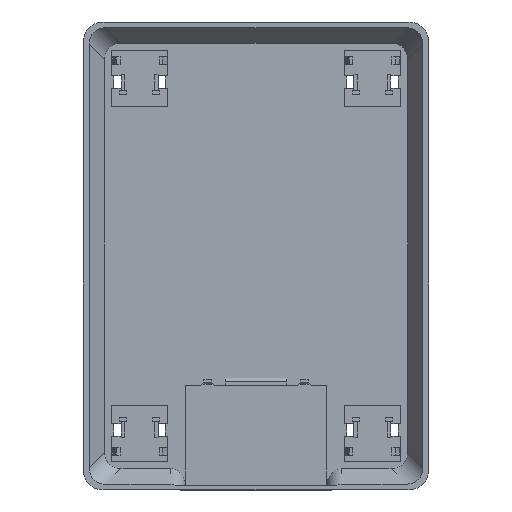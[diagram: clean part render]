
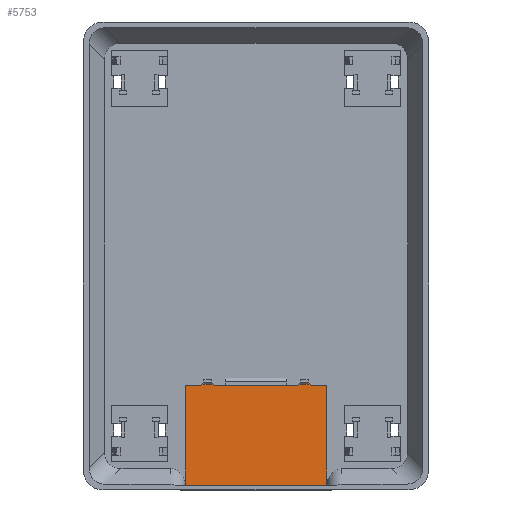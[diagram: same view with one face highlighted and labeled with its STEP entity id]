
A CAD part, top view. The second image highlights one B-rep face of the part: STEP entity #5753.
In plain terms, the highlighted planar face has unit normal (0, 0, 1).
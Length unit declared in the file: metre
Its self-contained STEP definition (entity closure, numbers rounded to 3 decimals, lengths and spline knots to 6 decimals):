
#194=ORIENTED_EDGE('',*,*,#1832,.T.);
#195=ORIENTED_EDGE('',*,*,#1835,.F.);
#196=ORIENTED_EDGE('',*,*,#1838,.F.);
#197=ORIENTED_EDGE('',*,*,#1841,.F.);
#198=ORIENTED_EDGE('',*,*,#1844,.T.);
#199=ORIENTED_EDGE('',*,*,#1847,.T.);
#200=ORIENTED_EDGE('',*,*,#1850,.T.);
#201=ORIENTED_EDGE('',*,*,#1853,.T.);
#202=ORIENTED_EDGE('',*,*,#1856,.T.);
#203=ORIENTED_EDGE('',*,*,#1859,.T.);
#204=ORIENTED_EDGE('',*,*,#1862,.T.);
#205=ORIENTED_EDGE('',*,*,#1865,.F.);
#206=ORIENTED_EDGE('',*,*,#1867,.F.);
#207=ORIENTED_EDGE('',*,*,#1811,.F.);
#208=ORIENTED_EDGE('',*,*,#1814,.T.);
#209=ORIENTED_EDGE('',*,*,#1817,.F.);
#210=ORIENTED_EDGE('',*,*,#1820,.T.);
#211=ORIENTED_EDGE('',*,*,#1823,.T.);
#212=ORIENTED_EDGE('',*,*,#1826,.T.);
#213=ORIENTED_EDGE('',*,*,#1829,.T.);
#1811=EDGE_CURVE('',#2658,#2656,#3222,.T.);
#1814=EDGE_CURVE('',#2658,#2660,#3225,.T.);
#1817=EDGE_CURVE('',#2662,#2660,#3228,.F.);
#1820=EDGE_CURVE('',#2662,#2664,#3231,.F.);
#1823=EDGE_CURVE('',#2664,#2666,#3234,.T.);
#1826=EDGE_CURVE('',#2666,#2668,#3237,.F.);
#1829=EDGE_CURVE('',#2668,#2670,#3240,.T.);
#1832=EDGE_CURVE('',#2670,#2672,#3243,.F.);
#1835=EDGE_CURVE('',#2674,#2672,#3246,.T.);
#1838=EDGE_CURVE('',#2676,#2674,#3249,.T.);
#1841=EDGE_CURVE('',#2678,#2676,#3252,.T.);
#1844=EDGE_CURVE('',#2678,#2680,#3255,.F.);
#1847=EDGE_CURVE('',#2680,#2682,#3258,.F.);
#1850=EDGE_CURVE('',#2682,#2684,#3261,.T.);
#1853=EDGE_CURVE('',#2684,#2686,#3264,.T.);
#1856=EDGE_CURVE('',#2686,#2688,#3267,.T.);
#1859=EDGE_CURVE('',#2688,#2690,#3270,.T.);
#1862=EDGE_CURVE('',#2690,#2692,#3273,.T.);
#1865=EDGE_CURVE('',#2694,#2692,#3276,.T.);
#1867=EDGE_CURVE('',#2656,#2694,#3278,.F.);
#2656=VERTEX_POINT('',#8027);
#2658=VERTEX_POINT('',#8031);
#2660=VERTEX_POINT('',#8037);
#2662=VERTEX_POINT('',#8043);
#2664=VERTEX_POINT('',#8049);
#2666=VERTEX_POINT('',#8055);
#2668=VERTEX_POINT('',#8061);
#2670=VERTEX_POINT('',#8067);
#2672=VERTEX_POINT('',#8073);
#2674=VERTEX_POINT('',#8079);
#2676=VERTEX_POINT('',#8085);
#2678=VERTEX_POINT('',#8091);
#2680=VERTEX_POINT('',#8097);
#2682=VERTEX_POINT('',#8103);
#2684=VERTEX_POINT('',#8109);
#2686=VERTEX_POINT('',#8115);
#2688=VERTEX_POINT('',#8121);
#2690=VERTEX_POINT('',#8127);
#2692=VERTEX_POINT('',#8133);
#2694=VERTEX_POINT('',#8139);
#3222=LINE('',#8032,#4007);
#3225=LINE('',#8038,#4010);
#3228=LINE('',#8044,#4013);
#3231=LINE('',#8050,#4016);
#3234=LINE('',#8056,#4019);
#3237=LINE('',#8062,#4022);
#3240=LINE('',#8068,#4025);
#3243=LINE('',#8074,#4028);
#3246=LINE('',#8080,#4031);
#3249=LINE('',#8086,#4034);
#3252=LINE('',#8092,#4037);
#3255=LINE('',#8098,#4040);
#3258=LINE('',#8104,#4043);
#3261=LINE('',#8110,#4046);
#3264=LINE('',#8116,#4049);
#3267=LINE('',#8122,#4052);
#3270=LINE('',#8128,#4055);
#3273=LINE('',#8134,#4058);
#3276=LINE('',#8140,#4061);
#3278=LINE('',#8143,#4063);
#4007=VECTOR('',#6493,1.);
#4010=VECTOR('',#6498,1.);
#4013=VECTOR('',#6503,1.);
#4016=VECTOR('',#6508,1.);
#4019=VECTOR('',#6513,1.);
#4022=VECTOR('',#6518,1.);
#4025=VECTOR('',#6523,1.);
#4028=VECTOR('',#6528,1.);
#4031=VECTOR('',#6533,1.);
#4034=VECTOR('',#6538,1.);
#4037=VECTOR('',#6543,1.);
#4040=VECTOR('',#6548,1.);
#4043=VECTOR('',#6553,1.);
#4046=VECTOR('',#6558,1.);
#4049=VECTOR('',#6563,1.);
#4052=VECTOR('',#6568,1.);
#4055=VECTOR('',#6573,1.);
#4058=VECTOR('',#6578,1.);
#4061=VECTOR('',#6583,1.);
#4063=VECTOR('',#6587,1.);
#4809=EDGE_LOOP('',(#194,#195,#196,#197,#198,#199,#200,#201,#202,#203,#204,
#205,#206,#207,#208,#209,#210,#211,#212,#213));
#5142=FACE_BOUND('',#4809,.T.);
#5475=PLANE('',#6131);
#5753=ADVANCED_FACE('',(#5142),#5475,.T.);
#6131=AXIS2_PLACEMENT_3D('',#8144,#6588,#6589);
#6493=DIRECTION('',(-0.707,-0.707,0.));
#6498=DIRECTION('',(1.,0.,0.));
#6503=DIRECTION('',(0.,1.,0.));
#6508=DIRECTION('',(1.,0.,0.));
#6513=DIRECTION('',(-0.707,0.707,0.));
#6518=DIRECTION('',(1.,0.,0.));
#6523=DIRECTION('',(-0.707,-0.707,0.));
#6528=DIRECTION('',(1.,0.,0.));
#6533=DIRECTION('',(0.707,-0.707,0.));
#6538=DIRECTION('',(1.,0.,0.));
#6543=DIRECTION('',(0.707,0.707,0.));
#6548=DIRECTION('',(1.,0.,0.));
#6553=DIRECTION('',(0.,1.,0.));
#6558=DIRECTION('',(1.,0.,0.));
#6563=DIRECTION('',(0.707,-0.707,0.));
#6568=DIRECTION('',(1.,0.,0.));
#6573=DIRECTION('',(0.707,0.707,0.));
#6578=DIRECTION('',(1.,0.,0.));
#6583=DIRECTION('',(-0.707,0.707,0.));
#6587=DIRECTION('',(1.,0.,0.));
#6588=DIRECTION('',(0.,0.,1.));
#6589=DIRECTION('',(1.,0.,0.));
#8027=CARTESIAN_POINT('',(0.021273,-0.09477,-0.008));
#8031=CARTESIAN_POINT('',(0.022543,-0.0935,-0.008));
#8032=CARTESIAN_POINT('',(0.021908,-0.094135,-0.008));
#8037=CARTESIAN_POINT('',(0.028893,-0.0935,-0.008));
#8038=CARTESIAN_POINT('',(0.,-0.0935,-0.008));
#8043=CARTESIAN_POINT('',(0.028893,-0.05286,-0.008));
#8044=CARTESIAN_POINT('',(0.028893,-0.003939,-0.008));
#8049=CARTESIAN_POINT('',(0.022543,-0.05286,-0.008));
#8050=CARTESIAN_POINT('',(0.,-0.05286,-0.008));
#8055=CARTESIAN_POINT('',(0.021273,-0.05159,-0.008));
#8056=CARTESIAN_POINT('',(0.021908,-0.052225,-0.008));
#8061=CARTESIAN_POINT('',(0.018098,-0.05159,-0.008));
#8062=CARTESIAN_POINT('',(0.,-0.05159,-0.008));
#8067=CARTESIAN_POINT('',(0.016828,-0.05286,-0.008));
#8068=CARTESIAN_POINT('',(0.017463,-0.052225,-0.008));
#8073=CARTESIAN_POINT('',(-0.016828,-0.05286,-0.008));
#8074=CARTESIAN_POINT('',(0.,-0.05286,-0.008));
#8079=CARTESIAN_POINT('',(-0.018098,-0.05159,-0.008));
#8080=CARTESIAN_POINT('',(-0.017463,-0.052225,-0.008));
#8085=CARTESIAN_POINT('',(-0.021273,-0.05159,-0.008));
#8086=CARTESIAN_POINT('',(0.,-0.05159,-0.008));
#8091=CARTESIAN_POINT('',(-0.022543,-0.05286,-0.008));
#8092=CARTESIAN_POINT('',(-0.021908,-0.052225,-0.008));
#8097=CARTESIAN_POINT('',(-0.028893,-0.05286,-0.008));
#8098=CARTESIAN_POINT('',(0.,-0.05286,-0.008));
#8103=CARTESIAN_POINT('',(-0.028893,-0.0935,-0.008));
#8104=CARTESIAN_POINT('',(-0.028893,-0.003939,-0.008));
#8109=CARTESIAN_POINT('',(-0.022543,-0.0935,-0.008));
#8110=CARTESIAN_POINT('',(0.,-0.0935,-0.008));
#8115=CARTESIAN_POINT('',(-0.021273,-0.09477,-0.008));
#8116=CARTESIAN_POINT('',(-0.021908,-0.094135,-0.008));
#8121=CARTESIAN_POINT('',(-0.018098,-0.09477,-0.008));
#8122=CARTESIAN_POINT('',(0.,-0.09477,-0.008));
#8127=CARTESIAN_POINT('',(-0.016828,-0.0935,-0.008));
#8128=CARTESIAN_POINT('',(-0.017463,-0.094135,-0.008));
#8133=CARTESIAN_POINT('',(0.016828,-0.0935,-0.008));
#8134=CARTESIAN_POINT('',(0.,-0.0935,-0.008));
#8139=CARTESIAN_POINT('',(0.018098,-0.09477,-0.008));
#8140=CARTESIAN_POINT('',(0.017463,-0.094135,-0.008));
#8143=CARTESIAN_POINT('',(0.,-0.09477,-0.008));
#8144=CARTESIAN_POINT('',(0.,-0.003939,-0.008));
